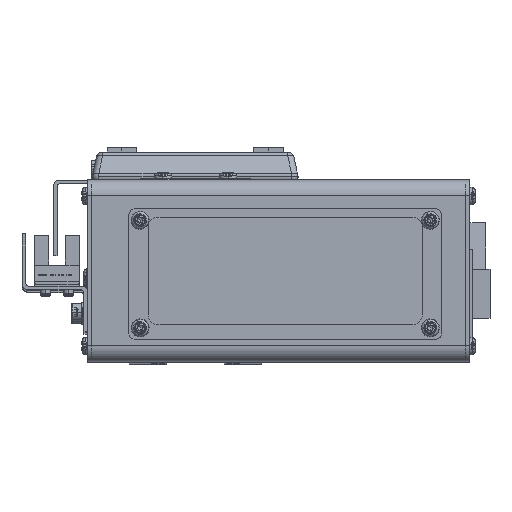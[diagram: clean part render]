
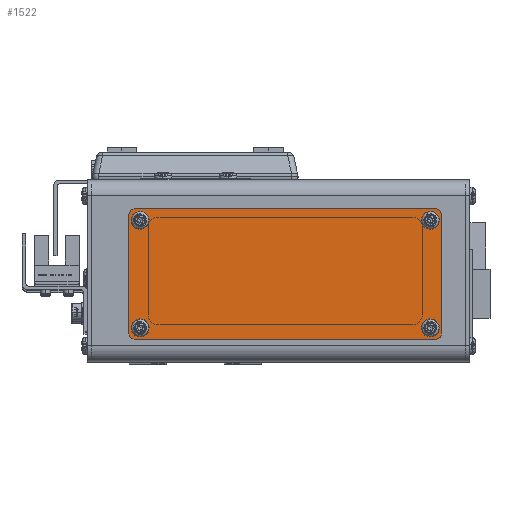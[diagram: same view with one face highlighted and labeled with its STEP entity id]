
A CAD part, top view. The second image highlights one B-rep face of the part: STEP entity #1522.
In plain terms, the highlighted face is planar.
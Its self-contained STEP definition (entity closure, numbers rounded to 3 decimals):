
#382 = VECTOR ( 'NONE', #1201, 1000. ) ;
#401 = CARTESIAN_POINT ( 'NONE',  ( 138.406, 235.769, 0. ) ) ;
#1201 = DIRECTION ( 'NONE',  ( -1., 0., 0. ) ) ;
#1522 = ADVANCED_FACE ( 'NONE', ( #72114, #40788, #11374, #9508, #70278 ), #37353, .F. ) ;
#1677 = VERTEX_POINT ( 'NONE', #67953 ) ;
#2650 = AXIS2_PLACEMENT_3D ( 'NONE', #13222, #49205, #13945 ) ;
#2814 = CIRCLE ( 'NONE', #48922, 2. ) ;
#3637 = EDGE_CURVE ( 'NONE', #42117, #6449, #34586, .T. ) ;
#4918 = CARTESIAN_POINT ( 'NONE',  ( 138.606, 232.269, 0. ) ) ;
#5286 = ORIENTED_EDGE ( 'NONE', *, *, #16825, .T. ) ;
#5340 = DIRECTION ( 'NONE',  ( 1., 0., 0. ) ) ;
#5363 = DIRECTION ( 'NONE',  ( 1., 0., 0. ) ) ;
#6449 = VERTEX_POINT ( 'NONE', #36692 ) ;
#6493 = DIRECTION ( 'NONE',  ( 0., 0., 1. ) ) ;
#7098 = AXIS2_PLACEMENT_3D ( 'NONE', #12219, #53388, #18110 ) ;
#7653 = ORIENTED_EDGE ( 'NONE', *, *, #57282, .F. ) ;
#7696 = CIRCLE ( 'NONE', #50308, 1.7 ) ;
#8564 = CIRCLE ( 'NONE', #63005, 1.7 ) ;
#9262 = VECTOR ( 'NONE', #72492, 1000. ) ;
#9331 = CIRCLE ( 'NONE', #54940, 1.7 ) ;
#9436 = CARTESIAN_POINT ( 'NONE',  ( 140.406, 233.769, 0. ) ) ;
#9508 = FACE_BOUND ( 'NONE', #41956, .T. ) ;
#9753 = DIRECTION ( 'NONE',  ( 0., 0., 1. ) ) ;
#9971 = EDGE_CURVE ( 'NONE', #31373, #22107, #28644, .T. ) ;
#11374 = FACE_OUTER_BOUND ( 'NONE', #33139, .T. ) ;
#11578 = DIRECTION ( 'NONE',  ( 0., 0., 1. ) ) ;
#11650 = CARTESIAN_POINT ( 'NONE',  ( 136.906, 232.269, 0. ) ) ;
#11922 = DIRECTION ( 'NONE',  ( 0., 0., 1. ) ) ;
#12219 = CARTESIAN_POINT ( 'NONE',  ( 47.906, 232.269, 0. ) ) ;
#12266 = EDGE_CURVE ( 'NONE', #56283, #33655, #71606, .T. ) ;
#12766 = CARTESIAN_POINT ( 'NONE',  ( 49.606, 232.269, 0. ) ) ;
#12831 = CARTESIAN_POINT ( 'NONE',  ( 46.406, 235.769, 0. ) ) ;
#13222 = CARTESIAN_POINT ( 'NONE',  ( 46.406, 233.769, 0. ) ) ;
#13441 = CIRCLE ( 'NONE', #42295, 1.7 ) ;
#13564 = LINE ( 'NONE', #9436, #27360 ) ;
#13945 = DIRECTION ( 'NONE',  ( 1., 0., 0. ) ) ;
#14066 = CARTESIAN_POINT ( 'NONE',  ( 46.206, 232.269, 0. ) ) ;
#14363 = ORIENTED_EDGE ( 'NONE', *, *, #23523, .F. ) ;
#15896 = ORIENTED_EDGE ( 'NONE', *, *, #47928, .T. ) ;
#16081 = EDGE_LOOP ( 'NONE', ( #61948, #72676 ) ) ;
#16634 = VERTEX_POINT ( 'NONE', #60531 ) ;
#16825 = EDGE_CURVE ( 'NONE', #1677, #16634, #8564, .T. ) ;
#17397 = VERTEX_POINT ( 'NONE', #69942 ) ;
#17555 = DIRECTION ( 'NONE',  ( 1., 0., 0. ) ) ;
#17561 = CARTESIAN_POINT ( 'NONE',  ( 136.906, 232.269, 0. ) ) ;
#18110 = DIRECTION ( 'NONE',  ( 1., 0., 0. ) ) ;
#19385 = VERTEX_POINT ( 'NONE', #27893 ) ;
#20291 = CIRCLE ( 'NONE', #47674, 1.7 ) ;
#20580 = CARTESIAN_POINT ( 'NONE',  ( 46.406, 197.769, 0. ) ) ;
#21140 = VERTEX_POINT ( 'NONE', #71326 ) ;
#22107 = VERTEX_POINT ( 'NONE', #401 ) ;
#22985 = AXIS2_PLACEMENT_3D ( 'NONE', #17561, #58735, #23481 ) ;
#23481 = DIRECTION ( 'NONE',  ( 1., 0., 0. ) ) ;
#23523 = EDGE_CURVE ( 'NONE', #6449, #31373, #13564, .T. ) ;
#24018 = EDGE_CURVE ( 'NONE', #36996, #42117, #50326, .T. ) ;
#24472 = EDGE_CURVE ( 'NONE', #17397, #51964, #39329, .T. ) ;
#25410 = CARTESIAN_POINT ( 'NONE',  ( 44.406, 197.769, 0. ) ) ;
#25907 = ORIENTED_EDGE ( 'NONE', *, *, #3637, .F. ) ;
#25951 = EDGE_CURVE ( 'NONE', #51964, #17397, #30810, .T. ) ;
#26373 = AXIS2_PLACEMENT_3D ( 'NONE', #11650, #52823, #17555 ) ;
#26500 = DIRECTION ( 'NONE',  ( 1., 0., 0. ) ) ;
#26698 = ORIENTED_EDGE ( 'NONE', *, *, #44757, .F. ) ;
#26764 = LINE ( 'NONE', #25410, #9262 ) ;
#27360 = VECTOR ( 'NONE', #50613, 1000. ) ;
#27893 = CARTESIAN_POINT ( 'NONE',  ( 44.406, 197.769, 0. ) ) ;
#28644 = CIRCLE ( 'NONE', #29176, 2. ) ;
#29176 = AXIS2_PLACEMENT_3D ( 'NONE', #75842, #40536, #5340 ) ;
#29580 = ORIENTED_EDGE ( 'NONE', *, *, #48588, .F. ) ;
#29743 = EDGE_CURVE ( 'NONE', #16634, #1677, #13441, .T. ) ;
#30810 = CIRCLE ( 'NONE', #22985, 1.7 ) ;
#31373 = VERTEX_POINT ( 'NONE', #59831 ) ;
#31450 = DIRECTION ( 'NONE',  ( 1., 0., 0. ) ) ;
#32958 = CARTESIAN_POINT ( 'NONE',  ( 136.906, 199.269, 0. ) ) ;
#33139 = EDGE_LOOP ( 'NONE', ( #65434, #26698, #60109, #14363, #25907, #71478, #7653, #29580 ) ) ;
#33433 = DIRECTION ( 'NONE',  ( 0., 0., 1. ) ) ;
#33655 = VERTEX_POINT ( 'NONE', #12766 ) ;
#34586 = CIRCLE ( 'NONE', #38715, 2. ) ;
#36692 = CARTESIAN_POINT ( 'NONE',  ( 140.406, 197.769, 0. ) ) ;
#36996 = VERTEX_POINT ( 'NONE', #41302 ) ;
#37353 = PLANE ( 'NONE',  #2650 ) ;
#38715 = AXIS2_PLACEMENT_3D ( 'NONE', #68704, #33433, #74634 ) ;
#38883 = DIRECTION ( 'NONE',  ( 1., 0., 0. ) ) ;
#39329 = CIRCLE ( 'NONE', #26373, 1.7 ) ;
#40386 = ORIENTED_EDGE ( 'NONE', *, *, #54224, .T. ) ;
#40536 = DIRECTION ( 'NONE',  ( 0., 0., 1. ) ) ;
#40554 = DIRECTION ( 'NONE',  ( 0., 0., 1. ) ) ;
#40788 = FACE_BOUND ( 'NONE', #16081, .T. ) ;
#41302 = CARTESIAN_POINT ( 'NONE',  ( 46.406, 195.769, 0. ) ) ;
#41676 = CARTESIAN_POINT ( 'NONE',  ( 47.906, 199.269, 0. ) ) ;
#41756 = ORIENTED_EDGE ( 'NONE', *, *, #24472, .T. ) ;
#41956 = EDGE_LOOP ( 'NONE', ( #15896, #40386 ) ) ;
#42117 = VERTEX_POINT ( 'NONE', #53609 ) ;
#42295 = AXIS2_PLACEMENT_3D ( 'NONE', #44943, #9753, #50928 ) ;
#43426 = CIRCLE ( 'NONE', #50878, 2. ) ;
#44757 = EDGE_CURVE ( 'NONE', #22107, #70049, #66688, .T. ) ;
#44943 = CARTESIAN_POINT ( 'NONE',  ( 136.906, 199.269, 0. ) ) ;
#45716 = CARTESIAN_POINT ( 'NONE',  ( 46.406, 233.769, 0. ) ) ;
#46523 = VERTEX_POINT ( 'NONE', #64631 ) ;
#47127 = CARTESIAN_POINT ( 'NONE',  ( 47.906, 199.269, 0. ) ) ;
#47635 = DIRECTION ( 'NONE',  ( 1., 0., 0. ) ) ;
#47674 = AXIS2_PLACEMENT_3D ( 'NONE', #75864, #40554, #5363 ) ;
#47928 = EDGE_CURVE ( 'NONE', #67863, #21140, #9331, .T. ) ;
#48588 = EDGE_CURVE ( 'NONE', #46523, #19385, #26764, .T. ) ;
#48922 = AXIS2_PLACEMENT_3D ( 'NONE', #20580, #61733, #26500 ) ;
#49205 = DIRECTION ( 'NONE',  ( 0., 0., 1. ) ) ;
#49892 = ORIENTED_EDGE ( 'NONE', *, *, #29743, .T. ) ;
#50308 = AXIS2_PLACEMENT_3D ( 'NONE', #47127, #11922, #53101 ) ;
#50326 = LINE ( 'NONE', #60816, #65189 ) ;
#50613 = DIRECTION ( 'NONE',  ( 0., 1., 0. ) ) ;
#50878 = AXIS2_PLACEMENT_3D ( 'NONE', #45716, #11578, #52741 ) ;
#50928 = DIRECTION ( 'NONE',  ( 1., 0., 0. ) ) ;
#51964 = VERTEX_POINT ( 'NONE', #4918 ) ;
#52741 = DIRECTION ( 'NONE',  ( 1., 0., 0. ) ) ;
#52823 = DIRECTION ( 'NONE',  ( 0., 0., 1. ) ) ;
#53101 = DIRECTION ( 'NONE',  ( 1., 0., 0. ) ) ;
#53388 = DIRECTION ( 'NONE',  ( 0., 0., 1. ) ) ;
#53609 = CARTESIAN_POINT ( 'NONE',  ( 138.406, 195.769, 0. ) ) ;
#54224 = EDGE_CURVE ( 'NONE', #21140, #67863, #7696, .T. ) ;
#54940 = AXIS2_PLACEMENT_3D ( 'NONE', #41676, #6493, #47635 ) ;
#55958 = EDGE_CURVE ( 'NONE', #70049, #46523, #43426, .T. ) ;
#56283 = VERTEX_POINT ( 'NONE', #14066 ) ;
#57282 = EDGE_CURVE ( 'NONE', #19385, #36996, #2814, .T. ) ;
#58735 = DIRECTION ( 'NONE',  ( 0., 0., 1. ) ) ;
#59831 = CARTESIAN_POINT ( 'NONE',  ( 140.406, 233.769, 0. ) ) ;
#60109 = ORIENTED_EDGE ( 'NONE', *, *, #9971, .F. ) ;
#60531 = CARTESIAN_POINT ( 'NONE',  ( 138.606, 199.269, 0. ) ) ;
#60816 = CARTESIAN_POINT ( 'NONE',  ( 138.406, 195.769, 0. ) ) ;
#61733 = DIRECTION ( 'NONE',  ( 0., 0., 1. ) ) ;
#61948 = ORIENTED_EDGE ( 'NONE', *, *, #12266, .T. ) ;
#63005 = AXIS2_PLACEMENT_3D ( 'NONE', #32958, #74173, #38883 ) ;
#63199 = EDGE_CURVE ( 'NONE', #33655, #56283, #20291, .T. ) ;
#64283 = ORIENTED_EDGE ( 'NONE', *, *, #25951, .T. ) ;
#64351 = CARTESIAN_POINT ( 'NONE',  ( 46.406, 235.769, 0. ) ) ;
#64631 = CARTESIAN_POINT ( 'NONE',  ( 44.406, 233.769, 0. ) ) ;
#65189 = VECTOR ( 'NONE', #31450, 1000. ) ;
#65434 = ORIENTED_EDGE ( 'NONE', *, *, #55958, .F. ) ;
#66688 = LINE ( 'NONE', #12831, #382 ) ;
#67863 = VERTEX_POINT ( 'NONE', #71586 ) ;
#67953 = CARTESIAN_POINT ( 'NONE',  ( 135.206, 199.269, 0. ) ) ;
#68704 = CARTESIAN_POINT ( 'NONE',  ( 138.406, 197.769, 0. ) ) ;
#69942 = CARTESIAN_POINT ( 'NONE',  ( 135.206, 232.269, 0. ) ) ;
#70049 = VERTEX_POINT ( 'NONE', #64351 ) ;
#70278 = FACE_BOUND ( 'NONE', #72516, .T. ) ;
#70312 = EDGE_LOOP ( 'NONE', ( #41756, #64283 ) ) ;
#71326 = CARTESIAN_POINT ( 'NONE',  ( 49.606, 199.269, 0. ) ) ;
#71478 = ORIENTED_EDGE ( 'NONE', *, *, #24018, .F. ) ;
#71586 = CARTESIAN_POINT ( 'NONE',  ( 46.206, 199.269, 0. ) ) ;
#71606 = CIRCLE ( 'NONE', #7098, 1.7 ) ;
#72114 = FACE_BOUND ( 'NONE', #70312, .T. ) ;
#72492 = DIRECTION ( 'NONE',  ( 0., -1., 0. ) ) ;
#72516 = EDGE_LOOP ( 'NONE', ( #5286, #49892 ) ) ;
#72676 = ORIENTED_EDGE ( 'NONE', *, *, #63199, .T. ) ;
#74173 = DIRECTION ( 'NONE',  ( 0., 0., 1. ) ) ;
#74634 = DIRECTION ( 'NONE',  ( 1., 0., 0. ) ) ;
#75842 = CARTESIAN_POINT ( 'NONE',  ( 138.406, 233.769, 0. ) ) ;
#75864 = CARTESIAN_POINT ( 'NONE',  ( 47.906, 232.269, 0. ) ) ;
